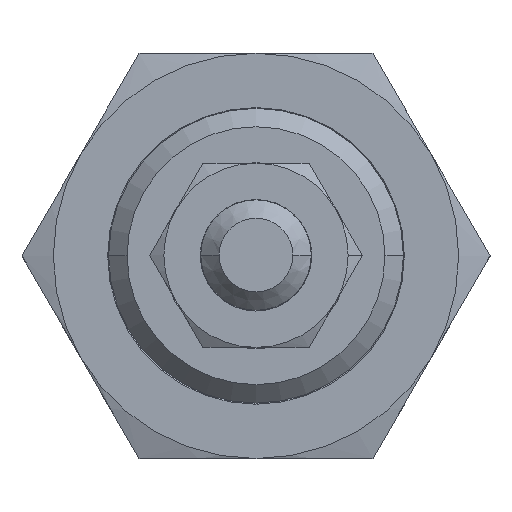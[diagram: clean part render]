
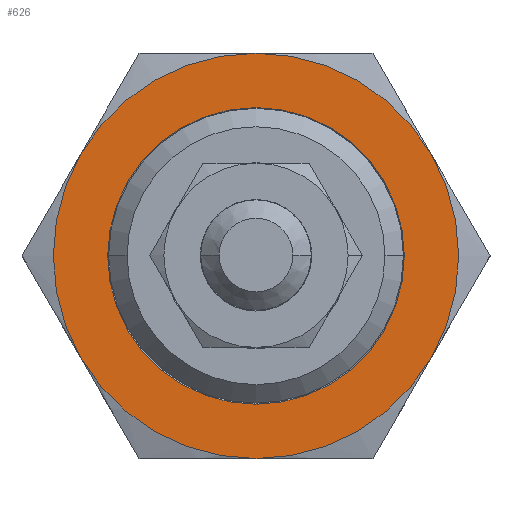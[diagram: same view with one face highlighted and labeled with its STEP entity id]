
A CAD part, top view. The second image highlights one B-rep face of the part: STEP entity #626.
In plain terms, the highlighted planar face has unit normal (0, 0, 1).
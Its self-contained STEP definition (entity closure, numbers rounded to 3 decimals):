
#10 = CARTESIAN_POINT ( 'NONE',  ( -9.526, 5.5, 144.5 ) ) ;
#101 = CARTESIAN_POINT ( 'NONE',  ( 0., 0., 144.5 ) ) ;
#122 = EDGE_CURVE ( 'NONE', #9425, #3278, #2386, .T. ) ;
#594 = CIRCLE ( 'NONE', #10419, 11. ) ;
#626 = ADVANCED_FACE ( 'NONE', ( #4256, #1610 ), #10788, .F. ) ;
#1610 = FACE_OUTER_BOUND ( 'NONE', #10160, .T. ) ;
#1700 = DIRECTION ( 'NONE',  ( 0., 0., -1. ) ) ;
#1856 = EDGE_CURVE ( 'NONE', #11140, #4289, #6958, .T. ) ;
#1860 = AXIS2_PLACEMENT_3D ( 'NONE', #7673, #7798, #3128 ) ;
#1902 = CARTESIAN_POINT ( 'NONE',  ( 0., 0., 144.5 ) ) ;
#2121 = CIRCLE ( 'NONE', #2318, 8.05 ) ;
#2318 = AXIS2_PLACEMENT_3D ( 'NONE', #7457, #11120, #5733 ) ;
#2336 = CIRCLE ( 'NONE', #8954, 11. ) ;
#2385 = ORIENTED_EDGE ( 'NONE', *, *, #6624, .F. ) ;
#2386 = CIRCLE ( 'NONE', #9003, 11. ) ;
#2906 = AXIS2_PLACEMENT_3D ( 'NONE', #4034, #11263, #9503 ) ;
#3128 = DIRECTION ( 'NONE',  ( 0.866, 0.5, 0. ) ) ;
#3240 = DIRECTION ( 'NONE',  ( 0., 0., -1. ) ) ;
#3278 = VERTEX_POINT ( 'NONE', #8228 ) ;
#3377 = CARTESIAN_POINT ( 'NONE',  ( -9.526, -5.5, 144.5 ) ) ;
#3551 = DIRECTION ( 'NONE',  ( 0., 0., -1. ) ) ;
#3609 = EDGE_CURVE ( 'NONE', #6104, #11140, #6781, .T. ) ;
#3656 = ORIENTED_EDGE ( 'NONE', *, *, #5185, .F. ) ;
#3929 = ORIENTED_EDGE ( 'NONE', *, *, #7888, .T. ) ;
#3939 = ORIENTED_EDGE ( 'NONE', *, *, #3609, .F. ) ;
#4034 = CARTESIAN_POINT ( 'NONE',  ( 0., 0., 144.5 ) ) ;
#4076 = AXIS2_PLACEMENT_3D ( 'NONE', #1902, #3551, #9908 ) ;
#4118 = CARTESIAN_POINT ( 'NONE',  ( 0., -11., 144.5 ) ) ;
#4165 = CARTESIAN_POINT ( 'NONE',  ( 0., 0., 144.5 ) ) ;
#4256 = FACE_BOUND ( 'NONE', #8709, .T. ) ;
#4259 = CARTESIAN_POINT ( 'NONE',  ( 6.972, 4.025, 144.5 ) ) ;
#4289 = VERTEX_POINT ( 'NONE', #3377 ) ;
#4325 = CARTESIAN_POINT ( 'NONE',  ( 0., 0., 144.5 ) ) ;
#4333 = DIRECTION ( 'NONE',  ( 0., 0., -1. ) ) ;
#4406 = VERTEX_POINT ( 'NONE', #10 ) ;
#5185 = EDGE_CURVE ( 'NONE', #4289, #4406, #594, .T. ) ;
#5271 = CARTESIAN_POINT ( 'NONE',  ( 0., 11., 144.5 ) ) ;
#5278 = DIRECTION ( 'NONE',  ( 0.866, 0.5, 0. ) ) ;
#5360 = ORIENTED_EDGE ( 'NONE', *, *, #122, .F. ) ;
#5410 = DIRECTION ( 'NONE',  ( 0.866, 0.5, 0. ) ) ;
#5485 = CARTESIAN_POINT ( 'NONE',  ( 0., 0., 144.5 ) ) ;
#5607 = ORIENTED_EDGE ( 'NONE', *, *, #1856, .F. ) ;
#5733 = DIRECTION ( 'NONE',  ( 0.866, 0.5, 0. ) ) ;
#5955 = DIRECTION ( 'NONE',  ( 0.866, 0.5, 0. ) ) ;
#6104 = VERTEX_POINT ( 'NONE', #7328 ) ;
#6142 = DIRECTION ( 'NONE',  ( 0.866, 0.5, 0. ) ) ;
#6324 = AXIS2_PLACEMENT_3D ( 'NONE', #9200, #10905, #6400 ) ;
#6400 = DIRECTION ( 'NONE',  ( 0.866, 0.5, 0. ) ) ;
#6624 = EDGE_CURVE ( 'NONE', #4406, #9425, #7246, .T. ) ;
#6731 = EDGE_CURVE ( 'NONE', #3278, #6104, #2336, .T. ) ;
#6781 = CIRCLE ( 'NONE', #8670, 11. ) ;
#6958 = CIRCLE ( 'NONE', #1860, 11. ) ;
#6984 = CARTESIAN_POINT ( 'NONE',  ( -6.972, -4.025, 144.5 ) ) ;
#7246 = CIRCLE ( 'NONE', #2906, 11. ) ;
#7328 = CARTESIAN_POINT ( 'NONE',  ( 9.526, -5.5, 144.5 ) ) ;
#7457 = CARTESIAN_POINT ( 'NONE',  ( 0., 0., 144.5 ) ) ;
#7673 = CARTESIAN_POINT ( 'NONE',  ( 0., 0., 144.5 ) ) ;
#7798 = DIRECTION ( 'NONE',  ( 0., 0., -1. ) ) ;
#7888 = EDGE_CURVE ( 'NONE', #8239, #9431, #10673, .T. ) ;
#8071 = DIRECTION ( 'NONE',  ( 0., 0., -1. ) ) ;
#8228 = CARTESIAN_POINT ( 'NONE',  ( 9.526, 5.5, 144.5 ) ) ;
#8239 = VERTEX_POINT ( 'NONE', #6984 ) ;
#8670 = AXIS2_PLACEMENT_3D ( 'NONE', #5485, #1700, #6142 ) ;
#8709 = EDGE_LOOP ( 'NONE', ( #3929, #10722 ) ) ;
#8954 = AXIS2_PLACEMENT_3D ( 'NONE', #4325, #8071, #5278 ) ;
#9003 = AXIS2_PLACEMENT_3D ( 'NONE', #4165, #3240, #5955 ) ;
#9200 = CARTESIAN_POINT ( 'NONE',  ( 0., 0., 144.5 ) ) ;
#9425 = VERTEX_POINT ( 'NONE', #5271 ) ;
#9431 = VERTEX_POINT ( 'NONE', #4259 ) ;
#9503 = DIRECTION ( 'NONE',  ( 0.866, 0.5, 0. ) ) ;
#9558 = EDGE_CURVE ( 'NONE', #9431, #8239, #2121, .T. ) ;
#9908 = DIRECTION ( 'NONE',  ( 0.866, 0.5, 0. ) ) ;
#10160 = EDGE_LOOP ( 'NONE', ( #10473, #5360, #2385, #3656, #5607, #3939 ) ) ;
#10419 = AXIS2_PLACEMENT_3D ( 'NONE', #101, #4333, #5410 ) ;
#10473 = ORIENTED_EDGE ( 'NONE', *, *, #6731, .F. ) ;
#10673 = CIRCLE ( 'NONE', #6324, 8.05 ) ;
#10722 = ORIENTED_EDGE ( 'NONE', *, *, #9558, .T. ) ;
#10788 = PLANE ( 'NONE',  #4076 ) ;
#10905 = DIRECTION ( 'NONE',  ( 0., 0., -1. ) ) ;
#11120 = DIRECTION ( 'NONE',  ( 0., 0., -1. ) ) ;
#11140 = VERTEX_POINT ( 'NONE', #4118 ) ;
#11263 = DIRECTION ( 'NONE',  ( 0., 0., -1. ) ) ;
